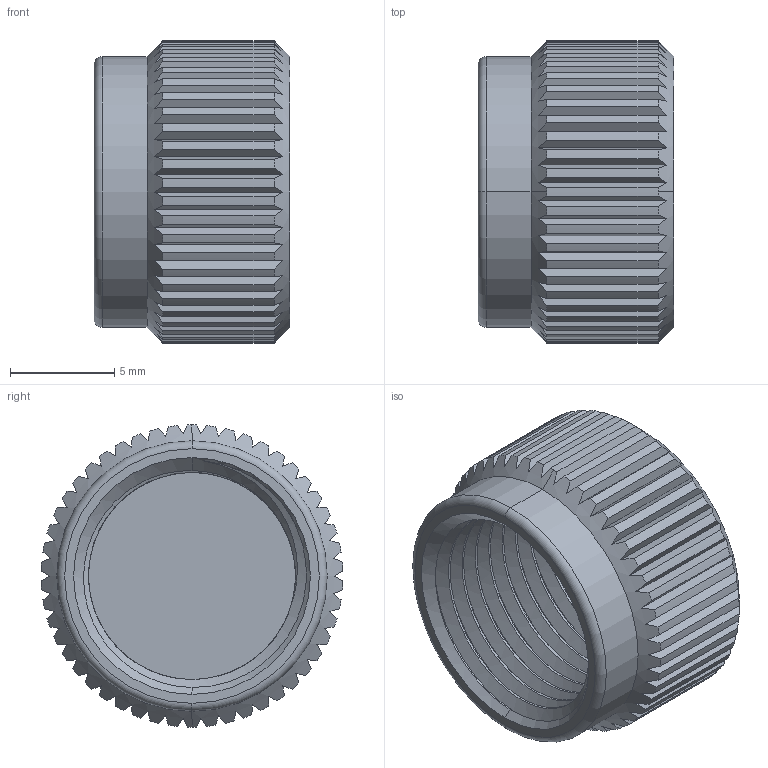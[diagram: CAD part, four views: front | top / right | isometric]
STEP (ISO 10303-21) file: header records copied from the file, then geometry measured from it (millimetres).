
FILE_DESCRIPTION (( 'STEP AP203' ), '1' );
FILE_NAME ('PE6144.step', '2019-03-08T00:20:10', ( '' ), ( '' ), 'SwSTEP 2.0', 'SolidWorks 2017', '' );
FILE_SCHEMA (( 'CONFIG_CONTROL_DESIGN' ));
Length unit declared in the file: inch
Products named in the file (1): PE6144
Bounding box: 9.4 x 14.5 x 14.5 mm (x, y, z)
Volume: 709.5 mm3; surface area: 1278.5 mm2
Topology: 1 solids, 1 shells, 185 faces, 540 edges, 358 vertices
Faces by surface type: plane 103, cylinder 71, cone 6, bspline 3, torus 2
Entity records: 7948 total; most frequent: CARTESIAN_POINT 3391, ORIENTED_EDGE 1080, DIRECTION 778, EDGE_CURVE 540, VERTEX_POINT 358, AXIS2_PLACEMENT_3D 301, B_SPLINE_CURVE_WITH_KNOTS 208, EDGE_LOOP 186
